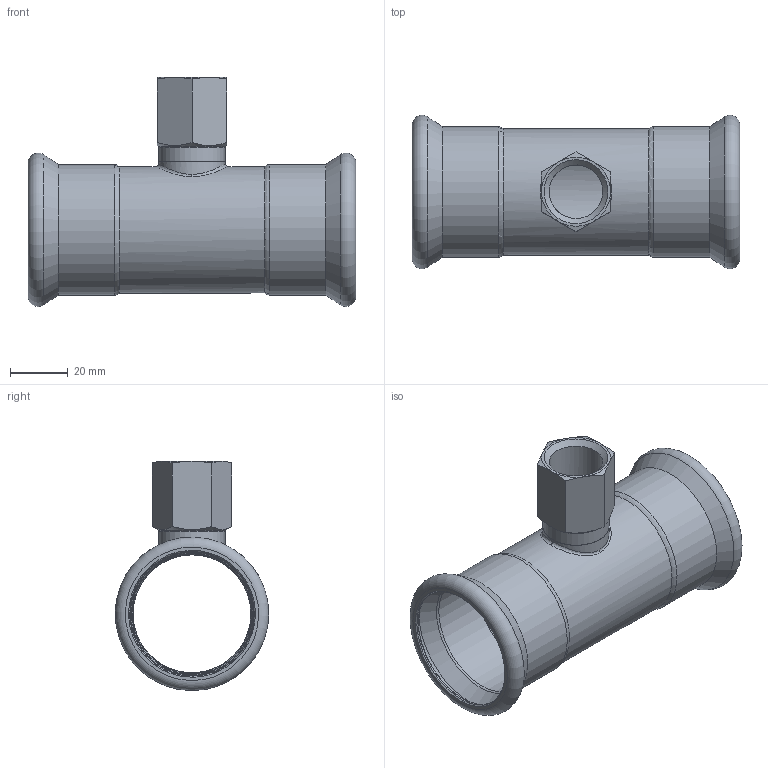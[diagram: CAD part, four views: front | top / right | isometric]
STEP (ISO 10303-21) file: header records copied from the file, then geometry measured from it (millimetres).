
FILE_DESCRIPTION(/* description */ (''),/* implementation_level */ '2;1');
FILE_NAME(/* name */ '41316.stp',/* time_stamp */ '2023-09-08T10:58:01+02:00',/* author */ ('JANAN'),/* organization */ (''),/* preprocessor_version */ 'ST-DEVELOPER v19.2',/* originating_system */ 'Autodesk Inventor 2023',/* authorisation */ '');
FILE_SCHEMA (('AUTOMOTIVE_DESIGN { 1 0 10303 214 3 1 1 }'));
Length unit declared in the file: millimetre
Products named in the file (1): tmp2ED0.tmp
Bounding box: 114 x 53.37 x 79.68 mm (x, y, z)
Volume: 30796.3 mm3; surface area: 38394 mm2
Topology: 2 solids, 2 shells, 64 faces, 145 edges, 86 vertices
Faces by surface type: cone 17, plane 13, cylinder 13, torus 13, bspline 8
Full cylindrical faces by diameter (mm): 18.631 x1, 20 x2, 23 x2, 41 x1, 42.3 x2, 43.3 x2, 44 x1, 45.4 x2
Entity records: 3606 total; most frequent: CARTESIAN_POINT 2114, DIRECTION 294, ORIENTED_EDGE 290, EDGE_CURVE 145, AXIS2_PLACEMENT_3D 131, VERTEX_POINT 86, CIRCLE 74, EDGE_LOOP 71
